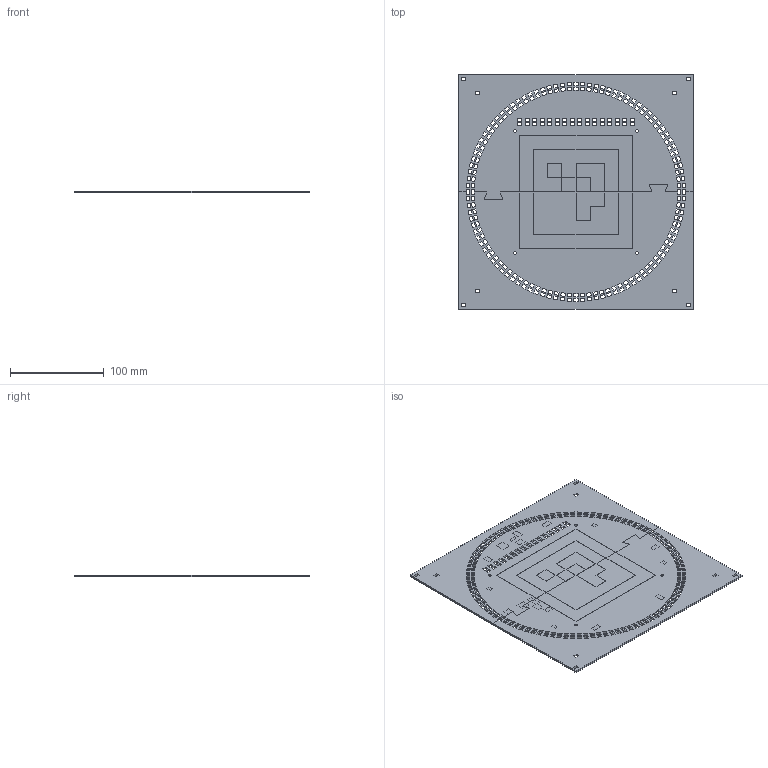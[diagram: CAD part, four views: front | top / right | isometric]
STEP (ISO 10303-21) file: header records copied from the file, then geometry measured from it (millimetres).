
FILE_DESCRIPTION(/* description */ (''),/* implementation_level */ '2;1');
FILE_NAME(/* name */ 'rocsync_cover v12.step',/* time_stamp */ '2024-08-27T13:58:09+02:00',/* author */ (''),/* organization */ (''),/* preprocessor_version */ 'ST-DEVELOPER v20',/* originating_system */ 'Autodesk Translation Framework v13.14.0.145',/* authorisation */ '');
FILE_SCHEMA (('AUTOMOTIVE_DESIGN { 1 0 10303 214 3 1 1 }'));
Length unit declared in the file: millimetre
Products named in the file (1): rocsync_cover
Bounding box: 250 x 250 x 2 mm (x, y, z)
Volume: 116438.4 mm3; surface area: 146355 mm2
Topology: 8 solids, 8 shells, 1197 faces, 3492 edges, 2324 vertices
Faces by surface type: plane 1193, cylinder 4
Full cylindrical faces by diameter (mm): 3.1 x4
Entity records: 39738 total; most frequent: CARTESIAN_POINT 7014, ORIENTED_EDGE 6984, DIRECTION 5896, EDGE_CURVE 3492, LINE 3484, VECTOR 3484, VERTEX_POINT 2324, EDGE_LOOP 1692
